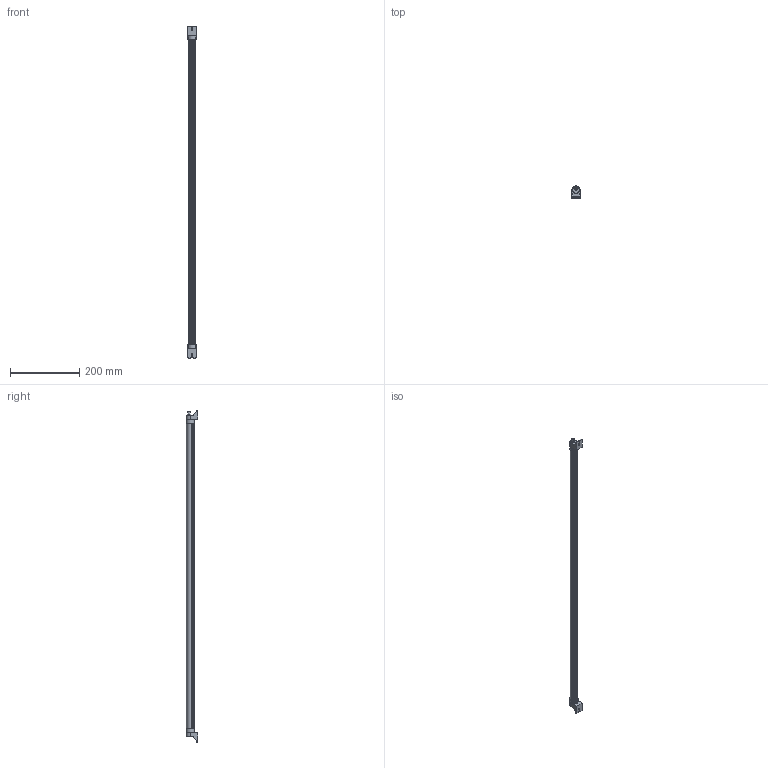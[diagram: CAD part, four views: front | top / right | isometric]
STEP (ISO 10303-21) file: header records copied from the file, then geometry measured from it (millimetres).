
FILE_DESCRIPTION(/* description */ ('Alibre Inc.'),/* implementation_level */ '2;1');
FILE_NAME(/* name */ 'export0',/* time_stamp */ '2016-03-24T16:29:15+01:00',/* author */ (''),/* organization */ (''),/* preprocessor_version */ 'ST-DEVELOPER v14',/* originating_system */ 'Alibre',/* authorisation */ '');
FILE_SCHEMA (('AUTOMOTIVE_DESIGN'));
Length unit declared in the file: centimetre
Bounding box: 24 x 34 x 958.6 mm (x, y, z)
Volume: 333378.4 mm3; surface area: 149734.4 mm2
Topology: 4 solids, 4 shells, 169 faces, 431 edges, 279 vertices
Faces by surface type: cylinder 97, plane 59, sphere 12, cone 1
Full cylindrical faces by diameter (mm): 1 x4, 7.8 x1, 19 x2, 19.1 x2, 22.1 x2, 24 x2
Entity records: 5057 total; most frequent: DIRECTION 872, CARTESIAN_POINT 838, ORIENTED_EDGE 810, EDGE_CURVE 405, AXIS2_PLACEMENT_3D 361, VERTEX_POINT 271, VECTOR 206, LINE 206
